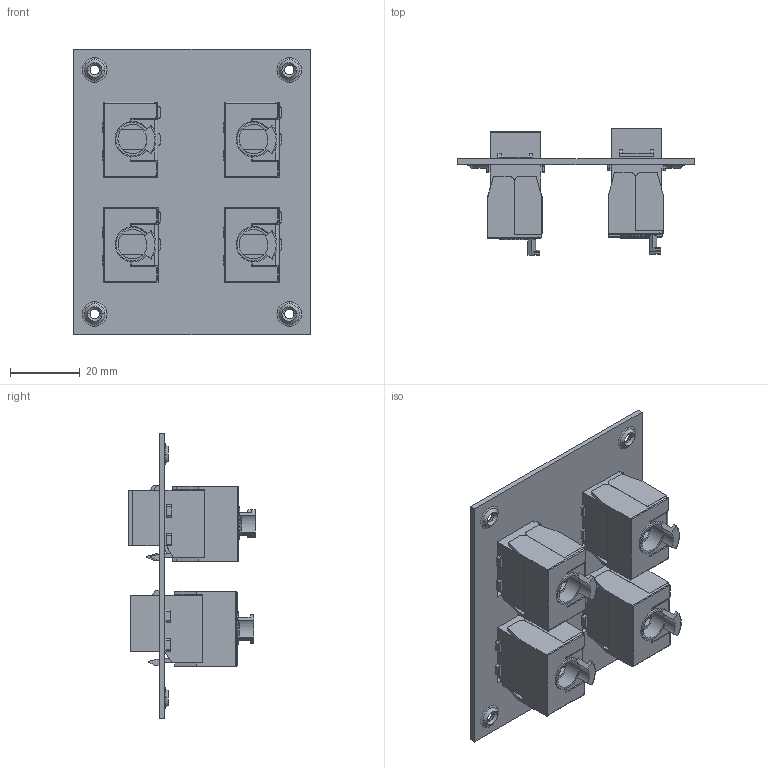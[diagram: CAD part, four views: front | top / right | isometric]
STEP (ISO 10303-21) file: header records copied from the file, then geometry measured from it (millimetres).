
FILE_DESCRIPTION (( 'STEP AP214' ), '1' );
FILE_NAME ('USP4MK-SC6A-POE.STEP', '2018-06-28T14:48:30', ( '' ), ( '' ), 'SwSTEP 2.0', 'SolidWorks 2017', '' );
FILE_SCHEMA (( 'AUTOMOTIVE_DESIGN' ));
Length unit declared in the file: inch
Products named in the file (7): QKDABLC-MA1; QKDABLC-MA3_CAT 6A; USP4MK-SC6A-POE; QKDABLC-MA2; 1AR03-002; RJTLC6AS-POE; QKDABLC-MA4
Assembly tree (9 placements, depth 3):
  USP4MK-SC6A-POE
    1AR03-002
    RJTLC6AS-POE  x4
      QKDABLC-MA3_CAT 6A
      QKDABLC-MA1
      QKDABLC-MA2
      QKDABLC-MA4
Bounding box: 68.07 x 36.35 x 82.04 mm (x, y, z)
Volume: 33875.7 mm3; surface area: 40576.2 mm2
Topology: 17 solids, 17 shells, 1802 faces, 5008 edges, 3296 vertices
Faces by surface type: plane 1202, cylinder 464, bspline 64, torus 44, cone 28
Entity records: 20060 total; most frequent: CARTESIAN_POINT 4103, ORIENTED_EDGE 2798, DIRECTION 2583, EDGE_CURVE 1399, LINE 999, VECTOR 999, VERTEX_POINT 920, AXIS2_PLACEMENT_3D 792
